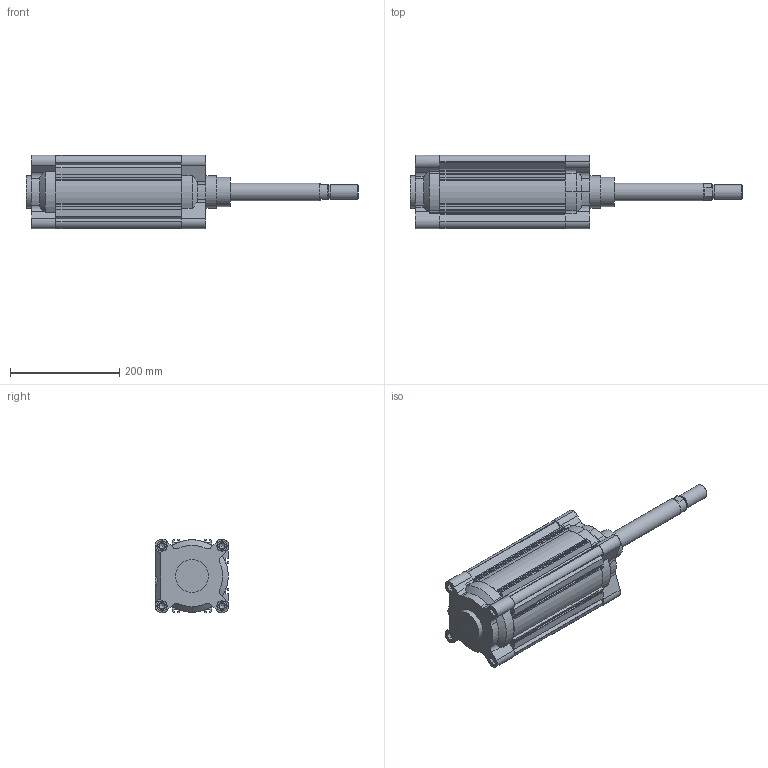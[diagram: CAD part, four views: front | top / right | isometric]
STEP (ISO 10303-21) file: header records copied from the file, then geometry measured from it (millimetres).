
FILE_DESCRIPTION(/* description */ ('Alibre Inc.'),/* implementation_level */ '2;1');
FILE_NAME(/* name */ 'export-6FF9C98D-D5D9-4C8D-9233-5F98A5FA888F',/* time_stamp */ '2022-06-14T18:02:58+02:00',/* author */ (''),/* organization */ (''),/* preprocessor_version */ 'ST-DEVELOPER v17',/* originating_system */ 'Alibre',/* authorisation */ '');
FILE_SCHEMA (('AUTOMOTIVE_DESIGN'));
Length unit declared in the file: millimetre
Products named in the file (5): _125-HL; _125-121-160--225-B; _125121-HR; _125121160-R; 121AA20160ZP-0-0-0--/(160-0)
Bounding box: 609 x 134.99 x 135 mm (x, y, z)
Volume: 3527354.2 mm3; surface area: 514074 mm2
Topology: 4 solids, 4 shells, 387 faces, 1000 edges, 648 vertices
Faces by surface type: plane 244, cylinder 112, cone 31
Full cylindrical faces by diameter (mm): 8.5 x2, 10.106 x8, 18 x8, 18.631 x2, 19.2 x8, 24 x1, 27 x1, 31 x1, 32 x2, 54 x1, 60 x2, 125 x4
Entity records: 11922 total; most frequent: CARTESIAN_POINT 2229, ORIENTED_EDGE 1980, DIRECTION 1720, EDGE_CURVE 990, VERTEX_POINT 648, VECTOR 646, LINE 646, AXIS2_PLACEMENT_3D 639
